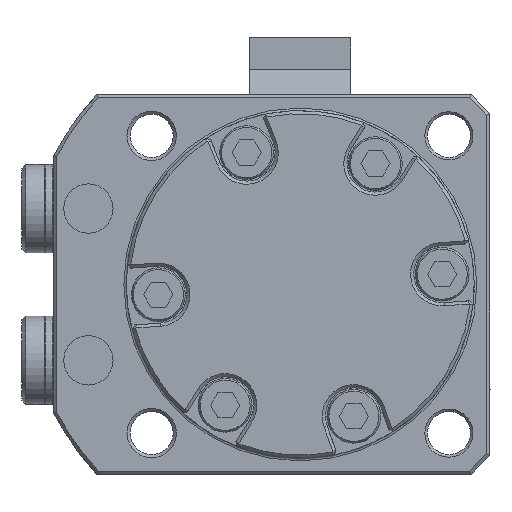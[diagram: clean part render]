
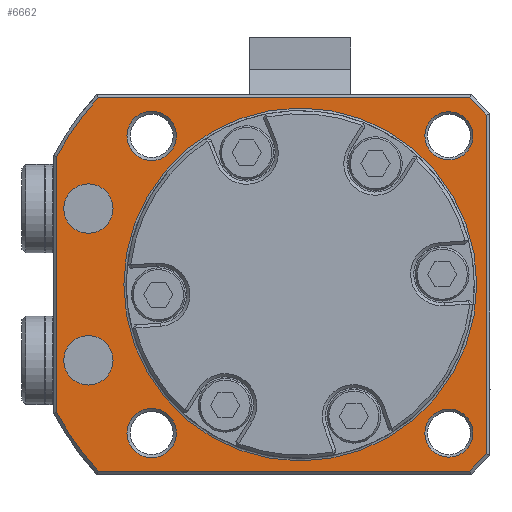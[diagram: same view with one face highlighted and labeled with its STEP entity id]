
A CAD part, front view. The second image highlights one B-rep face of the part: STEP entity #6662.
In plain terms, the highlighted planar face has unit normal (0, -1, 0).
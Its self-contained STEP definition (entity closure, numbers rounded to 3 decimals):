
#230=PLANE('',#7281);
#416=LINE('',#10931,#888);
#418=LINE('',#10936,#890);
#457=LINE('',#11529,#929);
#460=LINE('',#11535,#932);
#462=LINE('',#11538,#934);
#512=LINE('',#12100,#984);
#888=VECTOR('',#8013,1000.);
#890=VECTOR('',#8019,1000.);
#929=VECTOR('',#8106,1000.);
#932=VECTOR('',#8111,1000.);
#934=VECTOR('',#8115,1000.);
#984=VECTOR('',#8331,1000.);
#2138=ORIENTED_EDGE('',*,*,#3453,.T.);
#2139=ORIENTED_EDGE('',*,*,#3457,.T.);
#2140=ORIENTED_EDGE('',*,*,#3706,.T.);
#2141=ORIENTED_EDGE('',*,*,#3639,.F.);
#2142=ORIENTED_EDGE('',*,*,#3680,.F.);
#2143=ORIENTED_EDGE('',*,*,#3682,.T.);
#2144=ORIENTED_EDGE('',*,*,#3700,.T.);
#2145=ORIENTED_EDGE('',*,*,#3612,.T.);
#2146=ORIENTED_EDGE('',*,*,#3610,.F.);
#2147=ORIENTED_EDGE('',*,*,#3607,.T.);
#2148=ORIENTED_EDGE('',*,*,#3542,.T.);
#2149=ORIENTED_EDGE('',*,*,#3707,.T.);
#2150=ORIENTED_EDGE('',*,*,#3708,.T.);
#2151=ORIENTED_EDGE('',*,*,#3536,.T.);
#2152=ORIENTED_EDGE('',*,*,#3539,.T.);
#3453=EDGE_CURVE('',#4377,#4377,#4979,.T.);
#3457=EDGE_CURVE('',#4381,#4381,#4983,.T.);
#3536=EDGE_CURVE('',#4429,#4428,#4999,.T.);
#3539=EDGE_CURVE('',#4428,#4431,#416,.T.);
#3542=EDGE_CURVE('',#4433,#4432,#418,.T.);
#3607=EDGE_CURVE('',#4473,#4433,#457,.T.);
#3610=EDGE_CURVE('',#4473,#4474,#460,.T.);
#3612=EDGE_CURVE('',#4431,#4474,#462,.T.);
#3639=EDGE_CURVE('',#4487,#4487,#5013,.T.);
#3680=EDGE_CURVE('',#4516,#4516,#5026,.T.);
#3682=EDGE_CURVE('',#4518,#4518,#5028,.T.);
#3700=EDGE_CURVE('',#4527,#4527,#5034,.T.);
#3706=EDGE_CURVE('',#4533,#4533,#5040,.T.);
#3707=EDGE_CURVE('',#4432,#4534,#5041,.T.);
#3708=EDGE_CURVE('',#4534,#4429,#512,.T.);
#4377=VERTEX_POINT('',#10253);
#4381=VERTEX_POINT('',#10264);
#4428=VERTEX_POINT('',#10923);
#4429=VERTEX_POINT('',#10925);
#4431=VERTEX_POINT('',#10930);
#4432=VERTEX_POINT('',#10935);
#4433=VERTEX_POINT('',#10937);
#4473=VERTEX_POINT('',#11530);
#4474=VERTEX_POINT('',#11534);
#4487=VERTEX_POINT('',#11735);
#4516=VERTEX_POINT('',#11927);
#4518=VERTEX_POINT('',#11933);
#4527=VERTEX_POINT('',#12077);
#4533=VERTEX_POINT('',#12096);
#4534=VERTEX_POINT('',#12099);
#4979=CIRCLE('',#7119,3.9);
#4983=CIRCLE('',#7126,3.9);
#4999=CIRCLE('',#7169,43.5);
#5013=CIRCLE('',#7215,3.9);
#5026=CIRCLE('',#7248,3.9);
#5028=CIRCLE('',#7252,27.9);
#5034=CIRCLE('',#7267,3.8);
#5040=CIRCLE('',#7280,3.8);
#5041=CIRCLE('',#7282,43.5);
#5443=EDGE_LOOP('',(#2138));
#5444=EDGE_LOOP('',(#2139));
#5445=EDGE_LOOP('',(#2140));
#5446=EDGE_LOOP('',(#2141));
#5447=EDGE_LOOP('',(#2142));
#5448=EDGE_LOOP('',(#2143));
#5449=EDGE_LOOP('',(#2144));
#5450=EDGE_LOOP('',(#2145,#2146,#2147,#2148,#2149,#2150,#2151,#2152));
#6012=FACE_BOUND('',#5443,.T.);
#6013=FACE_BOUND('',#5444,.T.);
#6014=FACE_BOUND('',#5445,.T.);
#6015=FACE_BOUND('',#5446,.T.);
#6016=FACE_BOUND('',#5447,.T.);
#6017=FACE_BOUND('',#5448,.T.);
#6018=FACE_BOUND('',#5449,.T.);
#6019=FACE_BOUND('',#5450,.T.);
#6662=ADVANCED_FACE('',(#6012,#6013,#6014,#6015,#6016,#6017,#6018,#6019),
#230,.F.);
#7119=AXIS2_PLACEMENT_3D('',#10252,#7869,#7870);
#7126=AXIS2_PLACEMENT_3D('',#10263,#7883,#7884);
#7169=AXIS2_PLACEMENT_3D('',#10924,#8006,#8007);
#7215=AXIS2_PLACEMENT_3D('',#11734,#8161,#8162);
#7248=AXIS2_PLACEMENT_3D('',#11926,#8253,#8254);
#7252=AXIS2_PLACEMENT_3D('',#11932,#8261,#8262);
#7267=AXIS2_PLACEMENT_3D('',#12076,#8299,#8300);
#7280=AXIS2_PLACEMENT_3D('',#12095,#8325,#8326);
#7281=AXIS2_PLACEMENT_3D('',#12097,#8327,#8328);
#7282=AXIS2_PLACEMENT_3D('',#12098,#8329,#8330);
#7869=DIRECTION('',(0.,1.,0.));
#7870=DIRECTION('',(-1.,0.,0.));
#7883=DIRECTION('',(0.,1.,0.));
#7884=DIRECTION('',(1.,0.,0.));
#8006=DIRECTION('',(0.,-1.,0.));
#8007=DIRECTION('',(-0.885,0.,-0.465));
#8013=DIRECTION('',(1.,0.,0.));
#8019=DIRECTION('',(-1.,0.,0.));
#8106=DIRECTION('',(-0.707,0.,0.707));
#8111=DIRECTION('',(0.,0.,-1.));
#8115=DIRECTION('',(0.707,0.,0.707));
#8161=DIRECTION('',(0.,-1.,0.));
#8162=DIRECTION('',(1.,0.,0.));
#8253=DIRECTION('',(0.,-1.,0.));
#8254=DIRECTION('',(1.,0.,0.));
#8261=DIRECTION('',(0.,1.,0.));
#8262=DIRECTION('',(0.,0.,-1.));
#8299=DIRECTION('',(0.,1.,0.));
#8300=DIRECTION('',(0.,0.,1.));
#8325=DIRECTION('',(0.,1.,0.));
#8326=DIRECTION('',(0.,0.,1.));
#8327=DIRECTION('',(0.,1.,0.));
#8328=DIRECTION('',(0.,0.,1.));
#8329=DIRECTION('',(0.,-1.,0.));
#8330=DIRECTION('',(-0.735,0.,0.678));
#8331=DIRECTION('',(0.,0.,-1.));
#10252=CARTESIAN_POINT('',(-23.5,1.5,-23.5));
#10253=CARTESIAN_POINT('',(-27.4,1.5,-23.5));
#10263=CARTESIAN_POINT('',(-23.5,1.5,23.5));
#10264=CARTESIAN_POINT('',(-19.6,1.5,23.5));
#10923=CARTESIAN_POINT('',(-31.969,1.5,-29.5));
#10924=CARTESIAN_POINT('',(0.,1.5,0.));
#10925=CARTESIAN_POINT('',(-38.5,1.5,-20.248));
#10930=CARTESIAN_POINT('',(26.793,1.5,-29.5));
#10931=CARTESIAN_POINT('',(-31.969,1.5,-29.5));
#10935=CARTESIAN_POINT('',(-31.969,1.5,29.5));
#10936=CARTESIAN_POINT('',(26.793,1.5,29.5));
#10937=CARTESIAN_POINT('',(26.793,1.5,29.5));
#11529=CARTESIAN_POINT('',(29.5,1.5,26.793));
#11530=CARTESIAN_POINT('',(29.5,1.5,26.793));
#11534=CARTESIAN_POINT('',(29.5,1.5,-26.793));
#11535=CARTESIAN_POINT('',(29.5,1.5,26.793));
#11538=CARTESIAN_POINT('',(26.793,1.5,-29.5));
#11734=CARTESIAN_POINT('',(-33.5,1.5,-12.));
#11735=CARTESIAN_POINT('',(-29.6,1.5,-12.));
#11926=CARTESIAN_POINT('',(-33.5,1.5,12.));
#11927=CARTESIAN_POINT('',(-29.6,1.5,12.));
#11932=CARTESIAN_POINT('',(0.,1.5,0.));
#11933=CARTESIAN_POINT('',(0.,1.5,-27.9));
#12076=CARTESIAN_POINT('',(23.5,1.5,23.5));
#12077=CARTESIAN_POINT('',(23.5,1.5,27.3));
#12095=CARTESIAN_POINT('',(23.5,1.5,-23.5));
#12096=CARTESIAN_POINT('',(23.5,1.5,-19.7));
#12097=CARTESIAN_POINT('',(-27.5,1.5,0.));
#12098=CARTESIAN_POINT('',(0.,1.5,0.));
#12099=CARTESIAN_POINT('',(-38.5,1.5,20.248));
#12100=CARTESIAN_POINT('',(-38.5,1.5,20.248));
